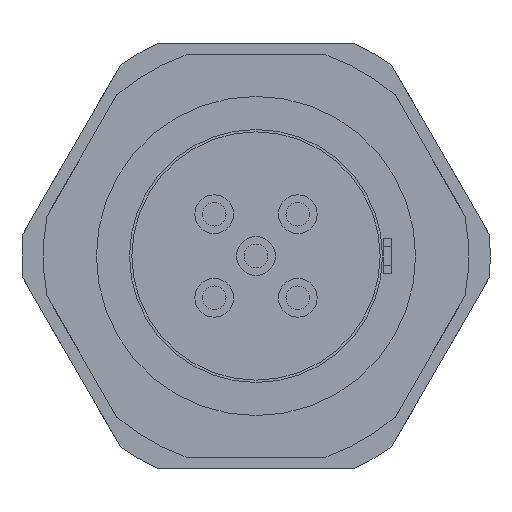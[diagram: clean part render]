
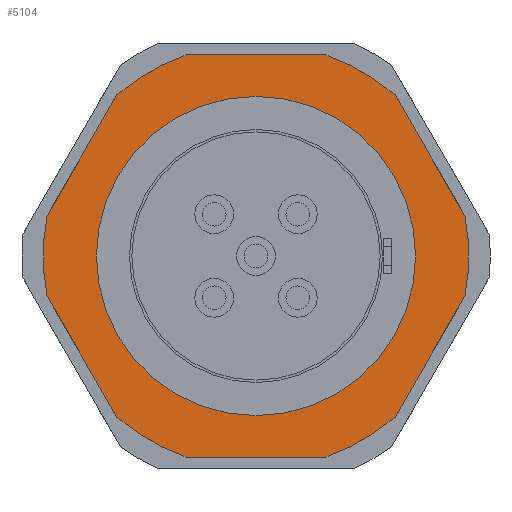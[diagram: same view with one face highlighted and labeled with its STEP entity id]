
A CAD part, front view. The second image highlights one B-rep face of the part: STEP entity #5104.
In plain terms, the highlighted planar face has unit normal (0, -1, 0).
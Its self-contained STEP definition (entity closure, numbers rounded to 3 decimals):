
#457 = DIRECTION ( 'NONE',  ( 0., 0., 1. ) ) ;
#992 = DIRECTION ( 'NONE',  ( 0., 0., -1. ) ) ;
#998 = DIRECTION ( 'NONE',  ( 0., 1., 0. ) ) ;
#1026 = CIRCLE ( 'NONE', #2405, 9. ) ;
#1034 = CARTESIAN_POINT ( 'NONE',  ( 0., 0., 0. ) ) ;
#1302 = CARTESIAN_POINT ( 'NONE',  ( 5.882, 0., 6.812 ) ) ;
#1558 = LINE ( 'NONE', #23329, #2840 ) ;
#1622 = ORIENTED_EDGE ( 'NONE', *, *, #10598, .F. ) ;
#1880 = EDGE_CURVE ( 'NONE', #17389, #16390, #10200, .T. ) ;
#2119 = AXIS2_PLACEMENT_3D ( 'NONE', #2867, #2761, #2725 ) ;
#2405 = AXIS2_PLACEMENT_3D ( 'NONE', #6251, #6244, #6196 ) ;
#2725 = DIRECTION ( 'NONE',  ( 0., 0., 1. ) ) ;
#2761 = DIRECTION ( 'NONE',  ( 0., 1., 0. ) ) ;
#2781 = ORIENTED_EDGE ( 'NONE', *, *, #5717, .T. ) ;
#2840 = VECTOR ( 'NONE', #23719, 1000. ) ;
#2867 = CARTESIAN_POINT ( 'NONE',  ( 0., 0., 0. ) ) ;
#2877 = EDGE_CURVE ( 'NONE', #22466, #21027, #14863, .T. ) ;
#3080 = PLANE ( 'NONE',  #2119 ) ;
#3523 = CARTESIAN_POINT ( 'NONE',  ( 2.958, 0., -8.5 ) ) ;
#4430 = CIRCLE ( 'NONE', #21166, 9. ) ;
#5104 = ADVANCED_FACE ( 'NONE', ( #12849, #11307 ), #3080, .F. ) ;
#5717 = EDGE_CURVE ( 'NONE', #16127, #14858, #24864, .T. ) ;
#5728 = DIRECTION ( 'NONE',  ( 0., 1., 0. ) ) ;
#5890 = CARTESIAN_POINT ( 'NONE',  ( 0., 0., 6.75 ) ) ;
#6196 = DIRECTION ( 'NONE',  ( 0., 0., -1. ) ) ;
#6244 = DIRECTION ( 'NONE',  ( 0., 1., 0. ) ) ;
#6251 = CARTESIAN_POINT ( 'NONE',  ( 0., 0., 0. ) ) ;
#6731 = ORIENTED_EDGE ( 'NONE', *, *, #27098, .T. ) ;
#6865 = ORIENTED_EDGE ( 'NONE', *, *, #8140, .F. ) ;
#7284 = ORIENTED_EDGE ( 'NONE', *, *, #1880, .F. ) ;
#7397 = CARTESIAN_POINT ( 'NONE',  ( 0., 0., -6.75 ) ) ;
#7590 = AXIS2_PLACEMENT_3D ( 'NONE', #12729, #30909, #15416 ) ;
#7852 = EDGE_CURVE ( 'NONE', #15128, #16802, #31255, .T. ) ;
#8140 = EDGE_CURVE ( 'NONE', #16127, #18100, #4430, .T. ) ;
#8323 = DIRECTION ( 'NONE',  ( 1., 0., 0. ) ) ;
#8446 = CARTESIAN_POINT ( 'NONE',  ( 2.958, 0., 8.5 ) ) ;
#8844 = ORIENTED_EDGE ( 'NONE', *, *, #27205, .T. ) ;
#8951 = CARTESIAN_POINT ( 'NONE',  ( 2.958, 0., -8.5 ) ) ;
#9011 = DIRECTION ( 'NONE',  ( 0., -1., 0. ) ) ;
#9274 = CIRCLE ( 'NONE', #16289, 9. ) ;
#9586 = VECTOR ( 'NONE', #33278, 1000. ) ;
#9683 = CIRCLE ( 'NONE', #7590, 9. ) ;
#9715 = LINE ( 'NONE', #12621, #9586 ) ;
#9833 = LINE ( 'NONE', #23245, #9935 ) ;
#9935 = VECTOR ( 'NONE', #28469, 1000. ) ;
#10065 = LINE ( 'NONE', #16407, #10180 ) ;
#10180 = VECTOR ( 'NONE', #19066, 1000. ) ;
#10200 = CIRCLE ( 'NONE', #27396, 9. ) ;
#10270 = CIRCLE ( 'NONE', #26697, 9. ) ;
#10461 = ORIENTED_EDGE ( 'NONE', *, *, #27151, .F. ) ;
#10598 = EDGE_CURVE ( 'NONE', #15128, #17661, #1026, .T. ) ;
#11244 = ORIENTED_EDGE ( 'NONE', *, *, #2877, .F. ) ;
#11277 = DIRECTION ( 'NONE',  ( 0., 1., 0. ) ) ;
#11307 = FACE_BOUND ( 'NONE', #16657, .T. ) ;
#11661 = CARTESIAN_POINT ( 'NONE',  ( 8.84, 0., 1.688 ) ) ;
#11678 = EDGE_CURVE ( 'NONE', #16297, #18100, #1558, .T. ) ;
#12621 = CARTESIAN_POINT ( 'NONE',  ( 8.84, 0., -1.688 ) ) ;
#12729 = CARTESIAN_POINT ( 'NONE',  ( 0., 0., 0. ) ) ;
#12760 = DIRECTION ( 'NONE',  ( 0., 0., -1. ) ) ;
#12790 = DIRECTION ( 'NONE',  ( 0., 1., 0. ) ) ;
#12800 = CARTESIAN_POINT ( 'NONE',  ( 0., 0., 0. ) ) ;
#12849 = FACE_OUTER_BOUND ( 'NONE', #16487, .T. ) ;
#13484 = CARTESIAN_POINT ( 'NONE',  ( -2.958, 0., -8.5 ) ) ;
#14858 = VERTEX_POINT ( 'NONE', #3523 ) ;
#14863 = CIRCLE ( 'NONE', #29677, 6.75 ) ;
#15128 = VERTEX_POINT ( 'NONE', #11661 ) ;
#15416 = DIRECTION ( 'NONE',  ( 0., 0., -1. ) ) ;
#15419 = VERTEX_POINT ( 'NONE', #22656 ) ;
#15552 = CARTESIAN_POINT ( 'NONE',  ( -8.84, 0., -1.688 ) ) ;
#15874 = DIRECTION ( 'NONE',  ( 0., -1., 0. ) ) ;
#16127 = VERTEX_POINT ( 'NONE', #13484 ) ;
#16289 = AXIS2_PLACEMENT_3D ( 'NONE', #21412, #5728, #24014 ) ;
#16297 = VERTEX_POINT ( 'NONE', #15552 ) ;
#16390 = VERTEX_POINT ( 'NONE', #31203 ) ;
#16407 = CARTESIAN_POINT ( 'NONE',  ( -8.84, 0., 1.688 ) ) ;
#16487 = EDGE_LOOP ( 'NONE', ( #2781, #19010, #6731, #1622, #21670, #10461, #8844, #7284, #19601, #17974, #29210, #6865 ) ) ;
#16562 = VERTEX_POINT ( 'NONE', #8446 ) ;
#16657 = EDGE_LOOP ( 'NONE', ( #11244, #17527 ) ) ;
#16802 = VERTEX_POINT ( 'NONE', #1302 ) ;
#16871 = EDGE_CURVE ( 'NONE', #21027, #22466, #31151, .T. ) ;
#17251 = CARTESIAN_POINT ( 'NONE',  ( -5.882, 0., -6.812 ) ) ;
#17381 = VERTEX_POINT ( 'NONE', #23531 ) ;
#17389 = VERTEX_POINT ( 'NONE', #23741 ) ;
#17527 = ORIENTED_EDGE ( 'NONE', *, *, #16871, .F. ) ;
#17661 = VERTEX_POINT ( 'NONE', #21430 ) ;
#17974 = ORIENTED_EDGE ( 'NONE', *, *, #27438, .F. ) ;
#18100 = VERTEX_POINT ( 'NONE', #17251 ) ;
#19010 = ORIENTED_EDGE ( 'NONE', *, *, #26903, .F. ) ;
#19066 = DIRECTION ( 'NONE',  ( -0.5, 0., -0.866 ) ) ;
#19500 = VECTOR ( 'NONE', #19933, 1000. ) ;
#19601 = ORIENTED_EDGE ( 'NONE', *, *, #27352, .T. ) ;
#19933 = DIRECTION ( 'NONE',  ( -0.5, 0., 0.866 ) ) ;
#19971 = CARTESIAN_POINT ( 'NONE',  ( 5.882, 0., 6.812 ) ) ;
#21027 = VERTEX_POINT ( 'NONE', #7397 ) ;
#21166 = AXIS2_PLACEMENT_3D ( 'NONE', #12800, #12790, #12760 ) ;
#21412 = CARTESIAN_POINT ( 'NONE',  ( 0., 0., 0. ) ) ;
#21430 = CARTESIAN_POINT ( 'NONE',  ( 8.84, 0., -1.688 ) ) ;
#21670 = ORIENTED_EDGE ( 'NONE', *, *, #7852, .T. ) ;
#22466 = VERTEX_POINT ( 'NONE', #5890 ) ;
#22656 = CARTESIAN_POINT ( 'NONE',  ( -8.84, 0., 1.688 ) ) ;
#23245 = CARTESIAN_POINT ( 'NONE',  ( -2.958, 0., 8.5 ) ) ;
#23329 = CARTESIAN_POINT ( 'NONE',  ( -5.882, 0., -6.812 ) ) ;
#23531 = CARTESIAN_POINT ( 'NONE',  ( 5.882, 0., -6.812 ) ) ;
#23719 = DIRECTION ( 'NONE',  ( 0.5, 0., -0.866 ) ) ;
#23741 = CARTESIAN_POINT ( 'NONE',  ( -5.882, 0., 6.812 ) ) ;
#23795 = AXIS2_PLACEMENT_3D ( 'NONE', #24779, #9011, #27350 ) ;
#24014 = DIRECTION ( 'NONE',  ( 0., 0., -1. ) ) ;
#24462 = VECTOR ( 'NONE', #8323, 1000. ) ;
#24779 = CARTESIAN_POINT ( 'NONE',  ( 0., 0., 0. ) ) ;
#24864 = LINE ( 'NONE', #8951, #24462 ) ;
#26697 = AXIS2_PLACEMENT_3D ( 'NONE', #27027, #11277, #29524 ) ;
#26903 = EDGE_CURVE ( 'NONE', #17381, #14858, #9274, .T. ) ;
#27027 = CARTESIAN_POINT ( 'NONE',  ( 0., 0., 0. ) ) ;
#27098 = EDGE_CURVE ( 'NONE', #17381, #17661, #9715, .T. ) ;
#27151 = EDGE_CURVE ( 'NONE', #16562, #16802, #9683, .T. ) ;
#27205 = EDGE_CURVE ( 'NONE', #16562, #16390, #9833, .T. ) ;
#27350 = DIRECTION ( 'NONE',  ( 0., 0., 1. ) ) ;
#27352 = EDGE_CURVE ( 'NONE', #17389, #15419, #10065, .T. ) ;
#27396 = AXIS2_PLACEMENT_3D ( 'NONE', #1034, #998, #992 ) ;
#27438 = EDGE_CURVE ( 'NONE', #16297, #15419, #10270, .T. ) ;
#28469 = DIRECTION ( 'NONE',  ( -1., 0., 0. ) ) ;
#29210 = ORIENTED_EDGE ( 'NONE', *, *, #11678, .T. ) ;
#29524 = DIRECTION ( 'NONE',  ( 0., 0., -1. ) ) ;
#29677 = AXIS2_PLACEMENT_3D ( 'NONE', #31333, #15874, #457 ) ;
#30909 = DIRECTION ( 'NONE',  ( 0., 1., 0. ) ) ;
#31151 = CIRCLE ( 'NONE', #23795, 6.75 ) ;
#31203 = CARTESIAN_POINT ( 'NONE',  ( -2.958, 0., 8.5 ) ) ;
#31255 = LINE ( 'NONE', #19971, #19500 ) ;
#31333 = CARTESIAN_POINT ( 'NONE',  ( 0., 0., 0. ) ) ;
#33278 = DIRECTION ( 'NONE',  ( 0.5, 0., 0.866 ) ) ;
